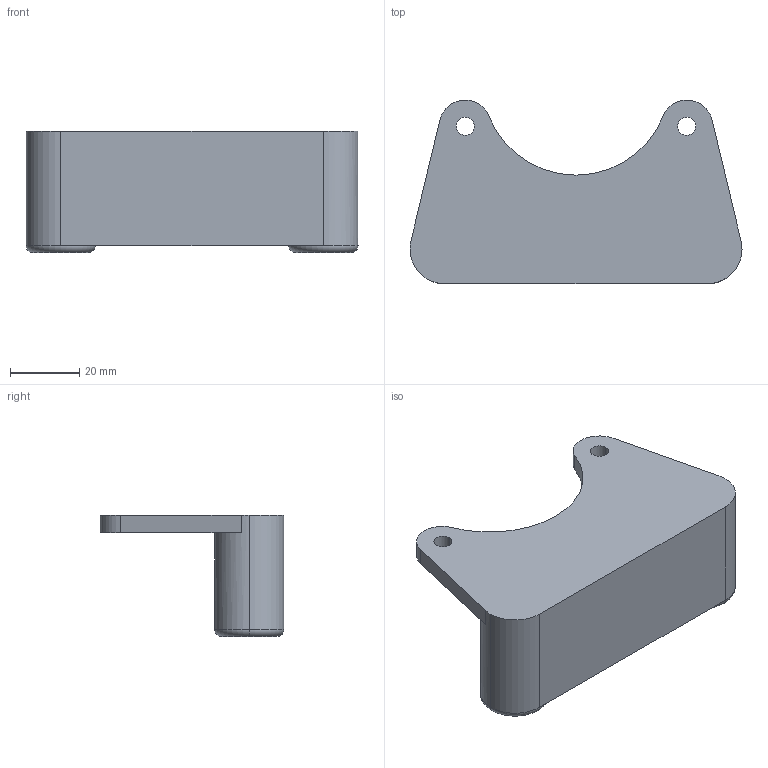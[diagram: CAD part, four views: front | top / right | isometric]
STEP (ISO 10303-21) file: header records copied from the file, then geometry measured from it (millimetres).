
FILE_DESCRIPTION (( 'STEP AP214' ), '1' );
FILE_NAME ('Plate_M10_Top.STEP', '2024-04-24T12:39:59', ( '' ), ( '' ), 'SwSTEP 2.0', 'SolidWorks 2024', '' );
FILE_SCHEMA (( 'AUTOMOTIVE_DESIGN' ));
Length unit declared in the file: millimetre
Products named in the file (1): Plate_M10_Top
Bounding box: 96 x 53.1 x 35 mm (x, y, z)
Volume: 41267.9 mm3; surface area: 18473.2 mm2
Topology: 1 solids, 1 shells, 117 faces, 330 edges, 217 vertices
Faces by surface type: cylinder 96, plane 11, bspline 6, torus 4
Entity records: 10924 total; most frequent: CARTESIAN_POINT 8367, ORIENTED_EDGE 660, DIRECTION 421, EDGE_CURVE 330, VERTEX_POINT 217, AXIS2_PLACEMENT_3D 157, EDGE_LOOP 123, ADVANCED_FACE 117
